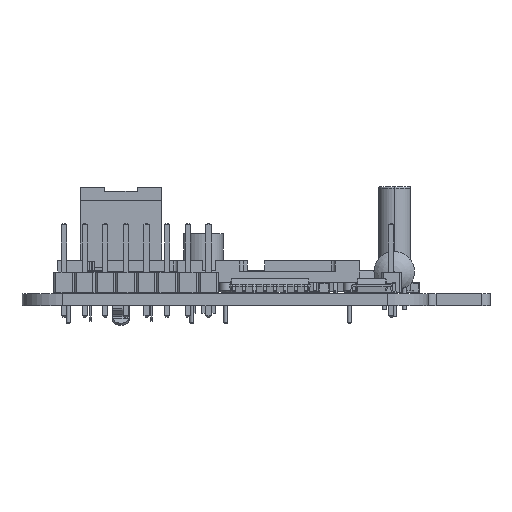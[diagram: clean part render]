
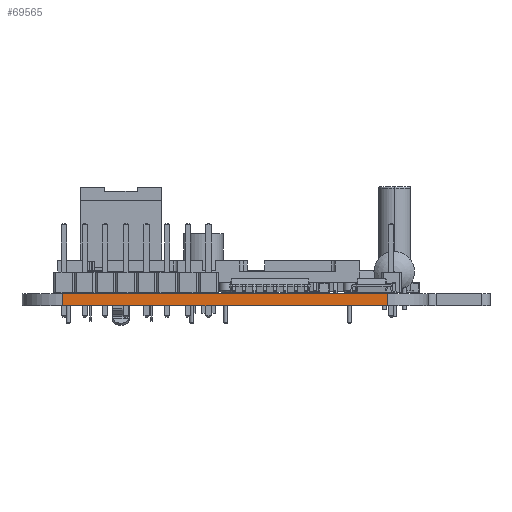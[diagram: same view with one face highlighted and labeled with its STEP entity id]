
A CAD part, left-side view. The second image highlights one B-rep face of the part: STEP entity #69565.
In plain terms, the highlighted planar face has unit normal (-1, 0, 0).
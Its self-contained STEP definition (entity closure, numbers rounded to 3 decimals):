
#66926 = VERTEX_POINT('',#66927);
#66927 = CARTESIAN_POINT('',(89.746,-75.321,0.));
#66934 = EDGE_CURVE('',#66935,#66926,#66937,.T.);
#66935 = VERTEX_POINT('',#66936);
#66936 = CARTESIAN_POINT('',(89.746,-115.321,0.));
#66937 = LINE('',#66938,#66939);
#66938 = CARTESIAN_POINT('',(89.746,-115.321,0.));
#66939 = VECTOR('',#66940,1.);
#66940 = DIRECTION('',(0.,1.,0.));
#68232 = VERTEX_POINT('',#68233);
#68233 = CARTESIAN_POINT('',(89.746,-75.321,1.51));
#68240 = EDGE_CURVE('',#68241,#68232,#68243,.T.);
#68241 = VERTEX_POINT('',#68242);
#68242 = CARTESIAN_POINT('',(89.746,-115.321,1.51));
#68243 = LINE('',#68244,#68245);
#68244 = CARTESIAN_POINT('',(89.746,-115.321,1.51));
#68245 = VECTOR('',#68246,1.);
#68246 = DIRECTION('',(0.,1.,0.));
#69535 = EDGE_CURVE('',#66926,#68232,#69536,.T.);
#69536 = LINE('',#69537,#69538);
#69537 = CARTESIAN_POINT('',(89.746,-75.321,0.));
#69538 = VECTOR('',#69539,1.);
#69539 = DIRECTION('',(0.,0.,1.));
#69565 = ADVANCED_FACE('',(#69566),#69577,.T.);
#69566 = FACE_BOUND('',#69567,.T.);
#69567 = EDGE_LOOP('',(#69568,#69574,#69575,#69576));
#69568 = ORIENTED_EDGE('',*,*,#69569,.T.);
#69569 = EDGE_CURVE('',#66935,#68241,#69570,.T.);
#69570 = LINE('',#69571,#69572);
#69571 = CARTESIAN_POINT('',(89.746,-115.321,0.));
#69572 = VECTOR('',#69573,1.);
#69573 = DIRECTION('',(0.,0.,1.));
#69574 = ORIENTED_EDGE('',*,*,#68240,.T.);
#69575 = ORIENTED_EDGE('',*,*,#69535,.F.);
#69576 = ORIENTED_EDGE('',*,*,#66934,.F.);
#69577 = PLANE('',#69578);
#69578 = AXIS2_PLACEMENT_3D('',#69579,#69580,#69581);
#69579 = CARTESIAN_POINT('',(89.746,-115.321,0.));
#69580 = DIRECTION('',(-1.,0.,0.));
#69581 = DIRECTION('',(0.,1.,0.));
